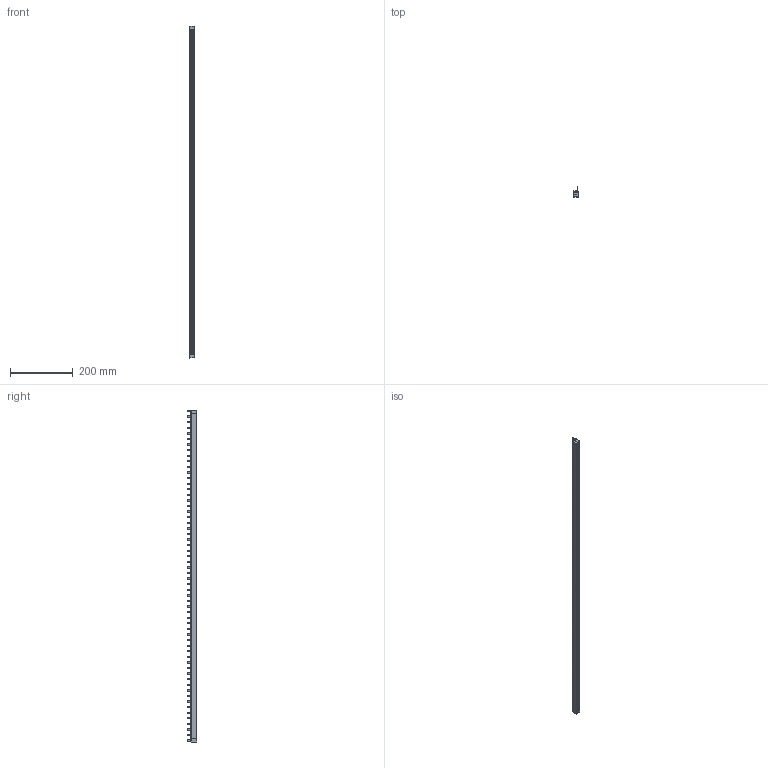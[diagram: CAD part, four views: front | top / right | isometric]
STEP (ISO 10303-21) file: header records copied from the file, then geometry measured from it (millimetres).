
FILE_DESCRIPTION (( 'STEP AP203' ), '1' );
FILE_NAME ('Trifaze Müþterek W Otomat Barasý - 20 Modül -- ONKA - 3055.STEP', '2020-08-19T10:46:31', ( '' ), ( '' ), 'SwSTEP 2.0', 'SolidWorks 2011', '' );
FILE_SCHEMA (( 'CONFIG_CONTROL_DESIGN' ));
Length unit declared in the file: millimetre
Products named in the file (1): Trifaze Müþterek W Otomat Barasý - 20 Modül -- ONKA - 3055
Bounding box: 16.4 x 30.75 x 1060 mm (x, y, z)
Volume: 194168.7 mm3; surface area: 139601 mm2
Topology: 1 solids, 1 shells, 3318 faces, 10035 edges, 6660 vertices
Faces by surface type: plane 2959, cylinder 359
Entity records: 115762 total; most frequent: CARTESIAN_POINT 26785, ORIENTED_EDGE 20070, DIRECTION 16146, EDGE_CURVE 10035, LINE 9134, VECTOR 9134, VERTEX_POINT 6660, AXIS2_PLACEMENT_3D 3506
